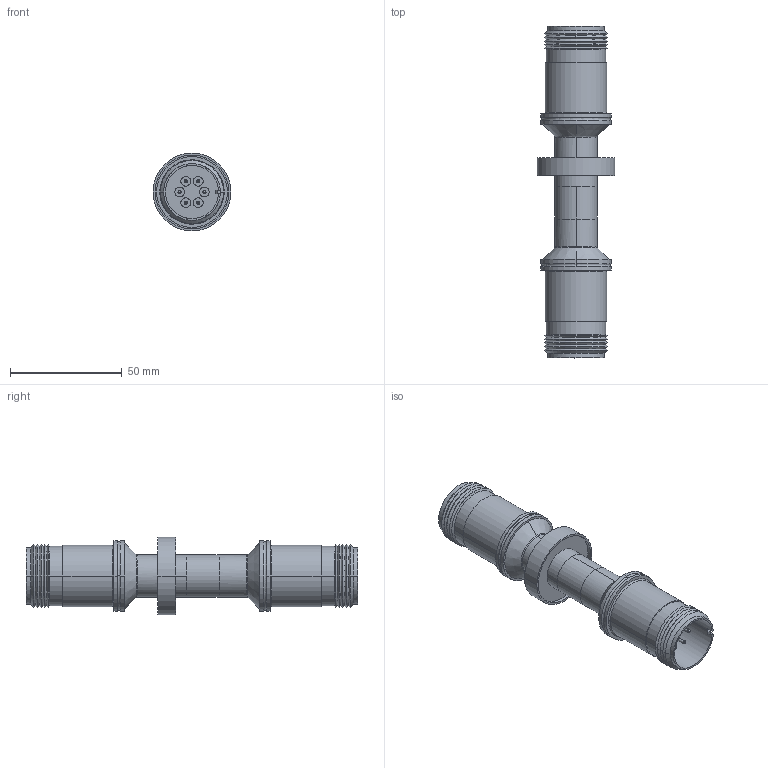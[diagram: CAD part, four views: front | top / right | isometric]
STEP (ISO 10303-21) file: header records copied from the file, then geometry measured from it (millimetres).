
FILE_DESCRIPTION (( 'STEP AP203' ), '1' );
FILE_NAME ('A1089-1-W.STEP', '2013-03-18T18:55:27', ( '' ), ( '' ), 'SwSTEP 2.0', 'SolidWorks 2012', '' );
FILE_SCHEMA (( 'CONFIG_CONTROL_DESIGN' ));
Length unit declared in the file: inch
Products named in the file (1): A1089-1-W
Bounding box: 34.85 x 148.72 x 34.85 mm (x, y, z)
Volume: 25991 mm3; surface area: 39072.5 mm2
Topology: 1 solids, 8 shells, 455 faces, 1044 edges, 657 vertices
Faces by surface type: cylinder 222, plane 104, cone 75, bspline 54
Entity records: 14079 total; most frequent: CARTESIAN_POINT 3431, DIRECTION 2443, ORIENTED_EDGE 2040, AXIS2_PLACEMENT_3D 1053, EDGE_CURVE 1020, VERTEX_POINT 657, CIRCLE 651, EDGE_LOOP 575
